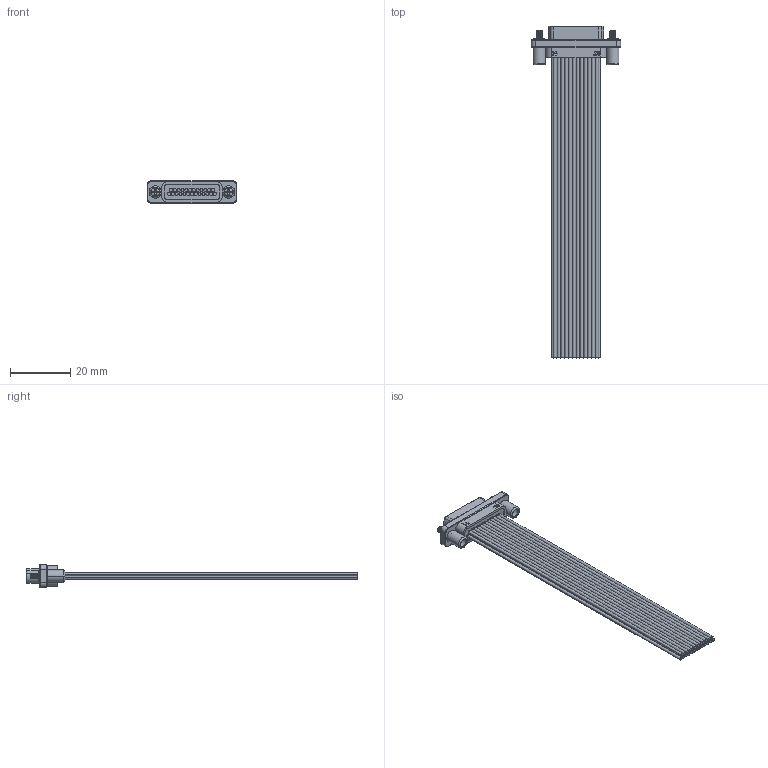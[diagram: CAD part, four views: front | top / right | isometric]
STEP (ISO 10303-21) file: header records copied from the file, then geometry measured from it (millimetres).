
FILE_DESCRIPTION((''),'2;1');
FILE_NAME('WMD-S0250300-01_ASM','2023-08-16T',('tangyaping'),(''),'PRO/ENGINEER BY PARAMETRIC TECHNOLOGY CORPORATION, 2010280','PRO/ENGINEER BY PARAMETRIC TECHNOLOGY CORPORATION, 2010280','');
FILE_SCHEMA(('CONFIG_CONTROL_DESIGN'));
Length unit declared in the file: millimetre
Products named in the file (7): ZHUTI-25P; PINZHEN-251; PINZHEN-252; LUOSISHELL; LUOS; WIRE; WMD-S0250300-01_ASM
Assembly tree (8 placements, depth 2):
  WMD-S0250300-01_ASM
    ZHUTI-25P
    PINZHEN-251
    PINZHEN-252
    LUOSISHELL  x2
    LUOS  x2
    WIRE
Bounding box: 29.8 x 110.5 x 7.6 mm (x, y, z)
Volume: 3591.5 mm3; surface area: 11472.4 mm2
Topology: 55 solids, 55 shells, 830 faces, 1954 edges, 1233 vertices
Faces by surface type: plane 354, cylinder 346, sphere 54, bspline 44, torus 24, cone 8
Entity records: 24686 total; most frequent: CARTESIAN_POINT 8182, DIRECTION 3502, ORIENTED_EDGE 3228, EDGE_CURVE 1614, AXIS2_PLACEMENT_3D 1307, VERTEX_POINT 1047, VECTOR 888, LINE 888
